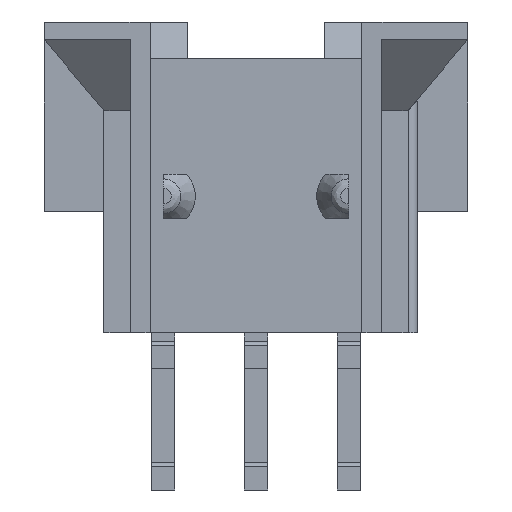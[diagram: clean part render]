
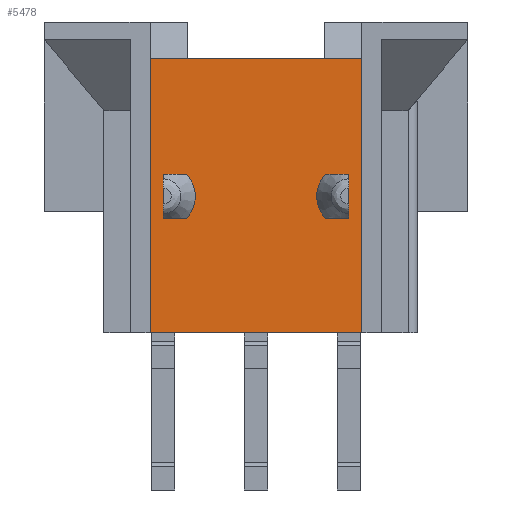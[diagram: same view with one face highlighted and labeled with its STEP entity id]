
A CAD part, front view. The second image highlights one B-rep face of the part: STEP entity #5478.
In plain terms, the highlighted planar face has unit normal (0, -1, 0).
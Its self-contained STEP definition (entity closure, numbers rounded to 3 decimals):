
#295=DIRECTION('',(1.,0.,0.));
#296=VECTOR('',#295,9.6);
#297=CARTESIAN_POINT('',(-4.8,-4.8,-7.05));
#298=LINE('',#297,#296);
#1720=CARTESIAN_POINT('',(4.2,-4.8,-0.85));
#1721=DIRECTION('',(0.,-1.,0.));
#1722=DIRECTION('',(-0.305,0.,0.952));
#1723=AXIS2_PLACEMENT_3D('',#1720,#1721,#1722);
#1725=DIRECTION('',(-1.,0.,0.));
#1726=VECTOR('',#1725,0.32);
#1727=CARTESIAN_POINT('',(4.2,-4.8,-1.85));
#1728=LINE('',#1727,#1726);
#1729=DIRECTION('',(0.,0.,1.));
#1730=VECTOR('',#1729,2.);
#1731=CARTESIAN_POINT('',(4.2,-4.8,-1.85));
#1732=LINE('',#1731,#1730);
#1733=DIRECTION('',(1.,0.,0.));
#1734=VECTOR('',#1733,0.32);
#1735=CARTESIAN_POINT('',(3.88,-4.8,0.15));
#1736=LINE('',#1735,#1734);
#1737=DIRECTION('',(0.,0.,-1.));
#1738=VECTOR('',#1737,2.);
#1739=CARTESIAN_POINT('',(-4.2,-4.8,0.15));
#1740=LINE('',#1739,#1738);
#1741=DIRECTION('',(-1.,0.,0.));
#1742=VECTOR('',#1741,0.32);
#1743=CARTESIAN_POINT('',(-3.88,-4.8,-1.85));
#1744=LINE('',#1743,#1742);
#1745=CARTESIAN_POINT('',(-4.2,-4.8,-0.85));
#1746=DIRECTION('',(0.,-1.,0.));
#1747=DIRECTION('',(0.305,0.,-0.952));
#1748=AXIS2_PLACEMENT_3D('',#1745,#1746,#1747);
#1750=DIRECTION('',(1.,0.,0.));
#1751=VECTOR('',#1750,0.32);
#1752=CARTESIAN_POINT('',(-4.2,-4.8,0.15));
#1753=LINE('',#1752,#1751);
#1790=DIRECTION('',(0.,0.,1.));
#1791=VECTOR('',#1790,12.433);
#1792=CARTESIAN_POINT('',(4.8,-4.8,-7.05));
#1793=LINE('',#1792,#1791);
#1798=DIRECTION('',(-1.,0.,0.));
#1799=VECTOR('',#1798,9.6);
#1800=CARTESIAN_POINT('',(4.8,-4.8,5.383));
#1801=LINE('',#1800,#1799);
#1814=DIRECTION('',(0.,0.,-1.));
#1815=VECTOR('',#1814,12.433);
#1816=CARTESIAN_POINT('',(-4.8,-4.8,5.383));
#1817=LINE('',#1816,#1815);
#2651=CARTESIAN_POINT('',(4.8,-4.8,5.383));
#2653=VERTEX_POINT('',#2651);
#2654=CARTESIAN_POINT('',(-4.8,-4.8,5.383));
#2655=VERTEX_POINT('',#2654);
#2672=CARTESIAN_POINT('',(4.8,-4.8,-7.05));
#2673=VERTEX_POINT('',#2672);
#2684=CARTESIAN_POINT('',(-4.8,-4.8,-7.05));
#2685=VERTEX_POINT('',#2684);
#2686=CARTESIAN_POINT('',(4.2,-4.8,0.15));
#2688=VERTEX_POINT('',#2686);
#2690=CARTESIAN_POINT('',(4.2,-4.8,-1.85));
#2692=VERTEX_POINT('',#2690);
#2710=CARTESIAN_POINT('',(-4.2,-4.8,0.15));
#2712=VERTEX_POINT('',#2710);
#2714=CARTESIAN_POINT('',(-4.2,-4.8,-1.85));
#2716=VERTEX_POINT('',#2714);
#2924=CARTESIAN_POINT('',(-3.88,-4.8,0.15));
#2925=VERTEX_POINT('',#2924);
#2926=CARTESIAN_POINT('',(-3.88,-4.8,-1.85));
#2927=VERTEX_POINT('',#2926);
#2940=CARTESIAN_POINT('',(3.88,-4.8,0.15));
#2941=VERTEX_POINT('',#2940);
#2942=CARTESIAN_POINT('',(3.88,-4.8,-1.85));
#2943=VERTEX_POINT('',#2942);
#5444=CARTESIAN_POINT('',(-9.6,-4.8,3.032));
#5445=DIRECTION('',(0.,-1.,0.));
#5446=DIRECTION('',(0.,0.,-1.));
#5447=AXIS2_PLACEMENT_3D('',#5444,#5445,#5446);
#5448=PLANE('',#5447);
#5450=ORIENTED_EDGE('',*,*,#5449,.F.);
#5452=ORIENTED_EDGE('',*,*,#5451,.F.);
#5454=ORIENTED_EDGE('',*,*,#5453,.F.);
#5455=ORIENTED_EDGE('',*,*,#3284,.F.);
#5456=EDGE_LOOP('',(#5450,#5452,#5454,#5455));
#5457=FACE_OUTER_BOUND('',#5456,.F.);
#5459=ORIENTED_EDGE('',*,*,#5458,.T.);
#5461=ORIENTED_EDGE('',*,*,#5460,.F.);
#5463=ORIENTED_EDGE('',*,*,#5462,.T.);
#5465=ORIENTED_EDGE('',*,*,#5464,.F.);
#5466=EDGE_LOOP('',(#5459,#5461,#5463,#5465));
#5467=FACE_BOUND('',#5466,.F.);
#5469=ORIENTED_EDGE('',*,*,#5468,.T.);
#5471=ORIENTED_EDGE('',*,*,#5470,.F.);
#5473=ORIENTED_EDGE('',*,*,#5472,.T.);
#5475=ORIENTED_EDGE('',*,*,#5474,.F.);
#5476=EDGE_LOOP('',(#5469,#5471,#5473,#5475));
#5477=FACE_BOUND('',#5476,.F.);
#5478=ADVANCED_FACE('',(#5457,#5467,#5477),#5448,.T.);
#1724=CIRCLE('',#1723,1.05);
#1749=CIRCLE('',#1748,1.05);
#3284=EDGE_CURVE('',#2685,#2673,#298,.T.);
#5449=EDGE_CURVE('',#2655,#2685,#1817,.T.);
#5451=EDGE_CURVE('',#2653,#2655,#1801,.T.);
#5453=EDGE_CURVE('',#2673,#2653,#1793,.T.);
#5458=EDGE_CURVE('',#2941,#2943,#1724,.T.);
#5460=EDGE_CURVE('',#2692,#2943,#1728,.T.);
#5462=EDGE_CURVE('',#2692,#2688,#1732,.T.);
#5464=EDGE_CURVE('',#2941,#2688,#1736,.T.);
#5468=EDGE_CURVE('',#2712,#2716,#1740,.T.);
#5470=EDGE_CURVE('',#2927,#2716,#1744,.T.);
#5472=EDGE_CURVE('',#2927,#2925,#1749,.T.);
#5474=EDGE_CURVE('',#2712,#2925,#1753,.T.);
